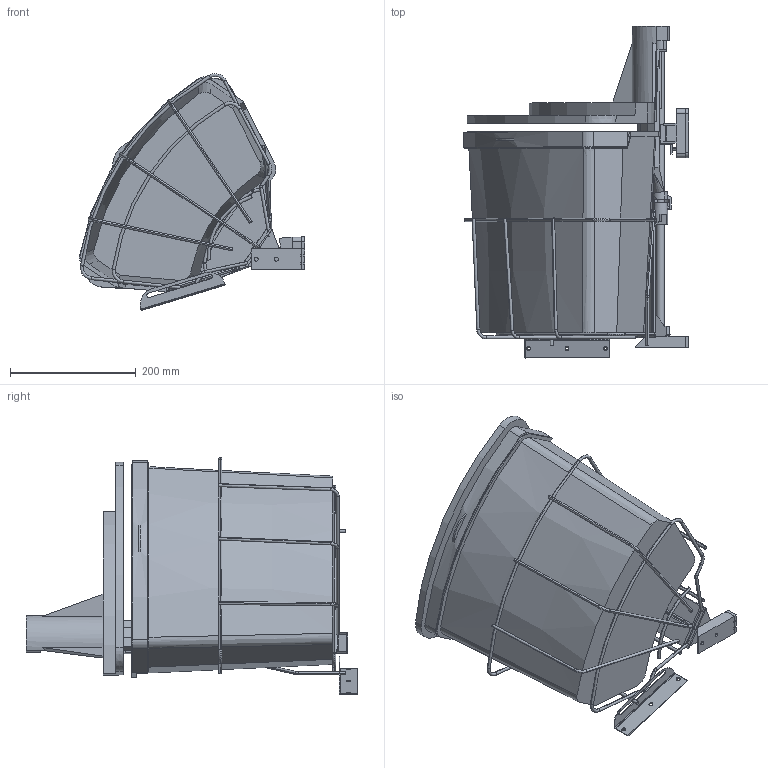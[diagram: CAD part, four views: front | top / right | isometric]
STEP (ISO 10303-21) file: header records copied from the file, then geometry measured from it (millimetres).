
FILE_DESCRIPTION(('STEP AP214'),'1');
FILE_NAME('8013200_V Cabbi Junior 1.STP','2024-08-15T09:32:14',(' '),(' '),'Spatial InterOp 3D',' ',' ');
FILE_SCHEMA(('AUTOMOTIVE_DESIGN { 1 0 10303 214 1 1 1 1 }'));
Length unit declared in the file: millimetre
Products named in the file (1): 3D-Objekt
Bounding box: 358.46 x 528.4 x 377.18 mm (x, y, z)
Volume: 3062291.3 mm3; surface area: 1174492.5 mm2
Topology: 21 solids, 21 shells, 701 faces, 1820 edges, 1158 vertices
Faces by surface type: plane 342, cylinder 233, torus 92, cone 26, bspline 8
Entity records: 22809 total; most frequent: CARTESIAN_POINT 4609, DIRECTION 3850, ORIENTED_EDGE 3632, EDGE_CURVE 1816, AXIS2_PLACEMENT_3D 1398, VERTEX_POINT 1157, LINE 1054, VECTOR 1054
